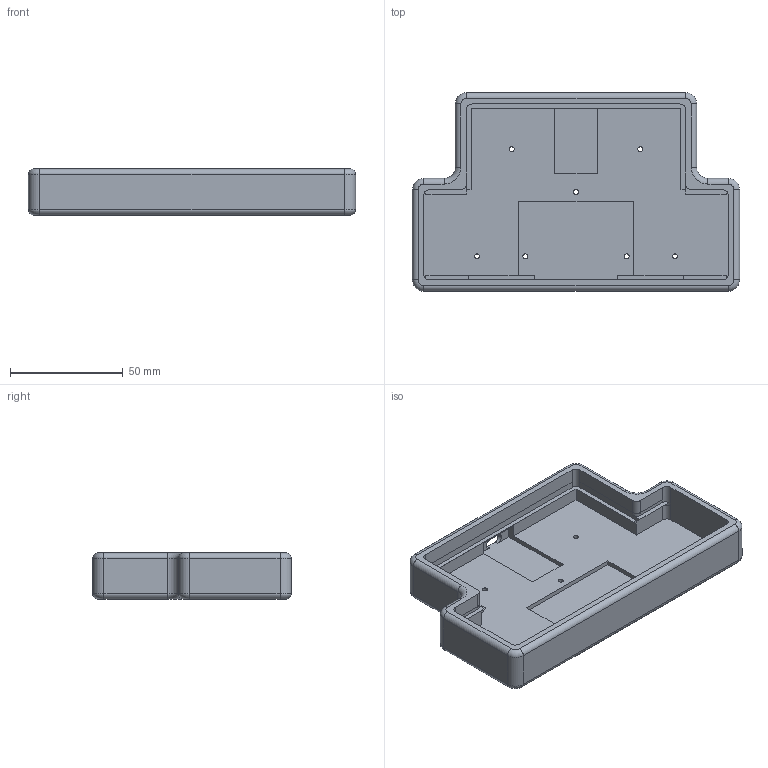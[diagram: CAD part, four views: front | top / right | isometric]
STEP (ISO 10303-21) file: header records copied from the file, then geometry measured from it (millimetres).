
FILE_DESCRIPTION(('HOOPS Exchange Step'),'2;1');
FILE_NAME('temp_export','2023-06-10T18:50:33-04:00',('jscotto'),('Shapr3D Limited'),'HOOPS Exchange 2022.2','Shapr3D','Authorized');
FILE_SCHEMA( ('AUTOMOTIVE_DESIGN { 1 0 10303 214 1 1 1 1 }') );
Length unit declared in the file: millimetre
Products named in the file (1): Case (nice!nano)
Bounding box: 145.35 x 88.2 x 20.6 mm (x, y, z)
Volume: 67251.6 mm3; surface area: 39934.4 mm2
Topology: 1 solids, 1 shells, 140 faces, 386 edges, 247 vertices
Faces by surface type: plane 73, cylinder 44, torus 16, cone 7
Full cylindrical faces by diameter (mm): 2.2 x5
Entity records: 4577 total; most frequent: CARTESIAN_POINT 812, DIRECTION 807, ORIENTED_EDGE 780, EDGE_CURVE 390, AXIS2_PLACEMENT_3D 278, VERTEX_POINT 251, VECTOR 251, LINE 251
